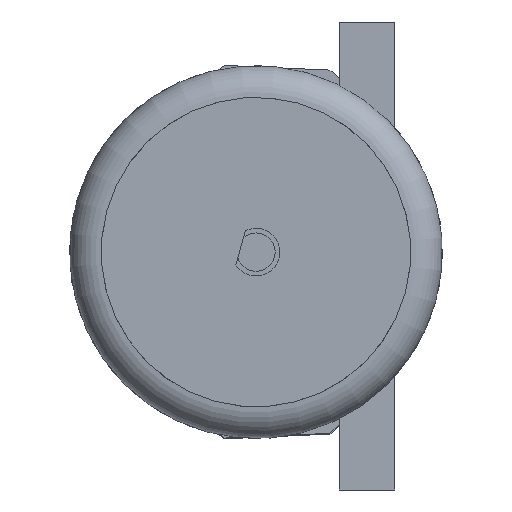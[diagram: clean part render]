
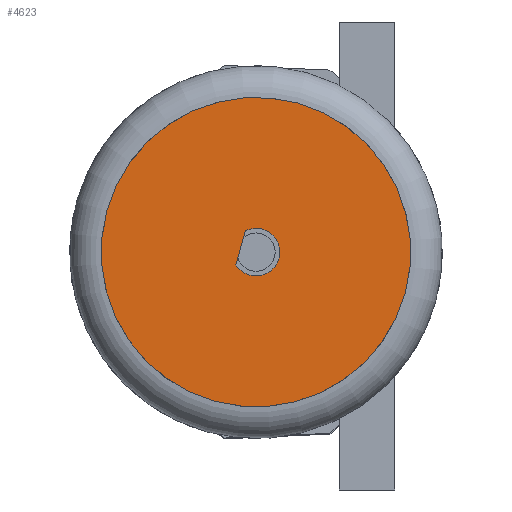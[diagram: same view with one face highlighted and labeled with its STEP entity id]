
A CAD part, left-side view. The second image highlights one B-rep face of the part: STEP entity #4623.
In plain terms, the highlighted face is planar.
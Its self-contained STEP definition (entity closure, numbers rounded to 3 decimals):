
#213=FACE_BOUND('',#965,.T.);
#346=PLANE('',#5236);
#615=FACE_OUTER_BOUND('',#964,.T.);
#964=EDGE_LOOP('',(#3934));
#965=EDGE_LOOP('',(#3935,#3936));
#1295=LINE('',#7681,#1708);
#1708=VECTOR('',#6375,10.);
#2056=CIRCLE('',#5235,9.75);
#2057=CIRCLE('',#5237,1.5);
#2358=VERTEX_POINT('',#7674);
#2359=VERTEX_POINT('',#7678);
#2360=VERTEX_POINT('',#7679);
#2903=EDGE_CURVE('',#2358,#2358,#2056,.T.);
#2905=EDGE_CURVE('',#2359,#2360,#2057,.T.);
#2906=EDGE_CURVE('',#2360,#2359,#1295,.T.);
#3934=ORIENTED_EDGE('',*,*,#2903,.T.);
#3935=ORIENTED_EDGE('',*,*,#2905,.T.);
#3936=ORIENTED_EDGE('',*,*,#2906,.T.);
#4623=ADVANCED_FACE('',(#615,#213),#346,.T.);
#5235=AXIS2_PLACEMENT_3D('',#7675,#6368,#6369);
#5236=AXIS2_PLACEMENT_3D('',#7677,#6371,#6372);
#5237=AXIS2_PLACEMENT_3D('',#7680,#6373,#6374);
#6368=DIRECTION('center_axis',(0.,0.,1.));
#6369=DIRECTION('ref_axis',(-1.,0.,0.));
#6371=DIRECTION('center_axis',(0.,0.,1.));
#6372=DIRECTION('ref_axis',(1.,0.,0.));
#6373=DIRECTION('center_axis',(0.,0.,-1.));
#6374=DIRECTION('ref_axis',(0.667,0.745,0.));
#6375=DIRECTION('',(0.,1.,0.));
#7674=CARTESIAN_POINT('',(9.75,0.,0.5));
#7675=CARTESIAN_POINT('Origin',(0.,0.,0.5));
#7677=CARTESIAN_POINT('Origin',(0.,0.,
0.5));
#7678=CARTESIAN_POINT('',(-1.,1.118,0.5));
#7679=CARTESIAN_POINT('',(-1.,-1.118,0.5));
#7680=CARTESIAN_POINT('Origin',(0.,0.,
0.5));
#7681=CARTESIAN_POINT('',(-1.,0.559,0.5));
